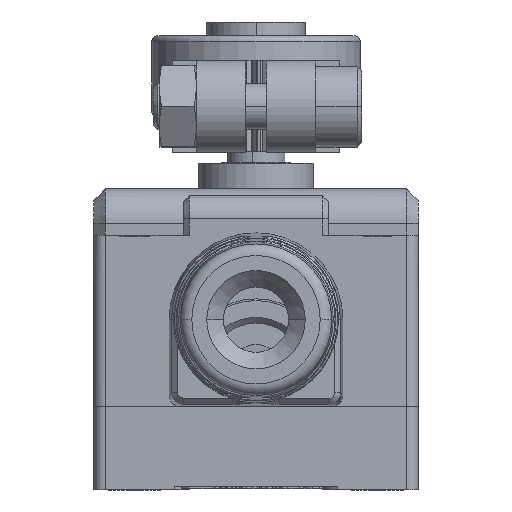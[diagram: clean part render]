
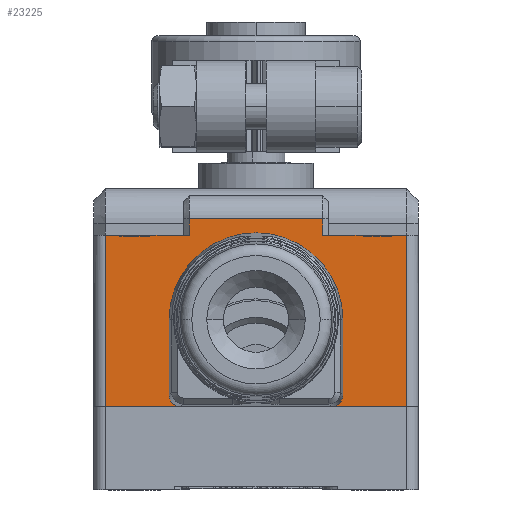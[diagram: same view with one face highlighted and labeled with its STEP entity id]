
A CAD part, front view. The second image highlights one B-rep face of the part: STEP entity #23225.
In plain terms, the highlighted planar face has unit normal (0, -1, 0).
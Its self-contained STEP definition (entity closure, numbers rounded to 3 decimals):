
#121=CARTESIAN_POINT('',(0.,-56.2,14.7));
#122=DIRECTION('',(0.,-1.,0.));
#123=DIRECTION('',(1.,0.,0.017));
#124=AXIS2_PLACEMENT_3D('',#121,#122,#123);
#126=CARTESIAN_POINT('',(0.,-56.2,13.25));
#127=DIRECTION('',(0.,-1.,0.));
#128=DIRECTION('',(-0.967,0.,0.255));
#129=AXIS2_PLACEMENT_3D('',#126,#127,#128);
#131=DIRECTION('',(0.,0.,1.));
#132=VECTOR('',#131,7.05);
#133=CARTESIAN_POINT('',(-6.1,-56.2,6.2));
#134=LINE('',#133,#132);
#135=DIRECTION('',(-1.,0.,0.));
#136=VECTOR('',#135,0.781);
#137=CARTESIAN_POINT('',(-9.719,-56.2,6.2));
#138=LINE('',#137,#136);
#139=DIRECTION('',(0.,0.,1.));
#140=VECTOR('',#139,0.5);
#141=CARTESIAN_POINT('',(-10.5,-56.2,5.7));
#142=LINE('',#141,#140);
#143=DIRECTION('',(0.,0.,-1.));
#144=VECTOR('',#143,1.);
#145=CARTESIAN_POINT('',(-13.25,-56.2,6.7));
#146=LINE('',#145,#144);
#147=DIRECTION('',(1.,0.,0.));
#148=VECTOR('',#147,0.25);
#149=CARTESIAN_POINT('',(-13.25,-56.2,6.7));
#150=LINE('',#149,#148);
#151=DIRECTION('',(0.,0.,1.));
#152=VECTOR('',#151,15.3);
#153=CARTESIAN_POINT('',(-13.,-56.2,6.7));
#154=LINE('',#153,#152);
#155=DIRECTION('',(0.,0.,-1.));
#156=VECTOR('',#155,1.4);
#157=CARTESIAN_POINT('',(-5.75,-56.2,23.4));
#158=LINE('',#157,#156);
#159=DIRECTION('',(1.,0.,0.));
#160=VECTOR('',#159,11.5);
#161=CARTESIAN_POINT('',(-5.75,-56.2,23.4));
#162=LINE('',#161,#160);
#163=DIRECTION('',(0.,0.,1.));
#164=VECTOR('',#163,1.4);
#165=CARTESIAN_POINT('',(5.75,-56.2,22.));
#166=LINE('',#165,#164);
#167=DIRECTION('',(0.,0.,-1.));
#168=VECTOR('',#167,15.3);
#169=CARTESIAN_POINT('',(13.,-56.2,22.));
#170=LINE('',#169,#168);
#171=DIRECTION('',(1.,0.,0.));
#172=VECTOR('',#171,0.25);
#173=CARTESIAN_POINT('',(13.,-56.2,6.7));
#174=LINE('',#173,#172);
#175=DIRECTION('',(0.,0.,-1.));
#176=VECTOR('',#175,1.);
#177=CARTESIAN_POINT('',(13.25,-56.2,6.7));
#178=LINE('',#177,#176);
#179=DIRECTION('',(0.,0.,1.));
#180=VECTOR('',#179,0.5);
#181=CARTESIAN_POINT('',(10.5,-56.2,5.7));
#182=LINE('',#181,#180);
#183=DIRECTION('',(-1.,0.,0.));
#184=VECTOR('',#183,0.781);
#185=CARTESIAN_POINT('',(10.5,-56.2,6.2));
#186=LINE('',#185,#184);
#187=DIRECTION('',(0.,0.,1.));
#188=VECTOR('',#187,7.05);
#189=CARTESIAN_POINT('',(6.1,-56.2,6.2));
#190=LINE('',#189,#188);
#191=CARTESIAN_POINT('',(0.,-56.2,13.25));
#192=DIRECTION('',(0.,-1.,0.));
#193=DIRECTION('',(1.,0.,0.));
#194=AXIS2_PLACEMENT_3D('',#191,#192,#193);
#11910=DIRECTION('',(1.,0.,0.));
#11911=VECTOR('',#11910,2.75);
#11912=CARTESIAN_POINT('',(-13.25,-56.2,5.7));
#11913=LINE('',#11912,#11911);
#11928=DIRECTION('',(1.,0.,0.));
#11929=VECTOR('',#11928,2.75);
#11930=CARTESIAN_POINT('',(10.5,-56.2,5.7));
#11931=LINE('',#11930,#11929);
#12043=DIRECTION('',(-1.,0.,0.));
#12044=VECTOR('',#12043,7.25);
#12045=CARTESIAN_POINT('',(-5.75,-56.2,22.));
#12046=LINE('',#12045,#12044);
#13029=DIRECTION('',(-1.,0.,0.));
#13030=VECTOR('',#13029,7.25);
#13031=CARTESIAN_POINT('',(13.,-56.2,22.));
#13032=LINE('',#13031,#13030);
#15414=DIRECTION('',(1.,0.,0.));
#15415=VECTOR('',#15414,3.619);
#15416=CARTESIAN_POINT('',(-9.719,-56.2,6.2));
#15417=LINE('',#15416,#15415);
#15430=DIRECTION('',(1.,0.,0.));
#15431=VECTOR('',#15430,3.619);
#15432=CARTESIAN_POINT('',(6.1,-56.2,6.2));
#15433=LINE('',#15432,#15431);
#20580=CARTESIAN_POINT('',(-13.25,-56.2,5.7));
#20581=CARTESIAN_POINT('',(-10.5,-56.2,5.7));
#20582=VERTEX_POINT('',#20580);
#20583=VERTEX_POINT('',#20581);
#20584=CARTESIAN_POINT('',(10.5,-56.2,5.7));
#20585=CARTESIAN_POINT('',(13.25,-56.2,5.7));
#20586=VERTEX_POINT('',#20584);
#20587=VERTEX_POINT('',#20585);
#20660=CARTESIAN_POINT('',(13.25,-56.2,6.7));
#20661=VERTEX_POINT('',#20660);
#20662=CARTESIAN_POINT('',(-13.25,-56.2,6.7));
#20663=VERTEX_POINT('',#20662);
#20724=CARTESIAN_POINT('',(-13.,-56.2,22.));
#20725=VERTEX_POINT('',#20724);
#20726=CARTESIAN_POINT('',(13.,-56.2,22.));
#20727=VERTEX_POINT('',#20726);
#20824=CARTESIAN_POINT('',(-5.75,-56.2,23.4));
#20825=CARTESIAN_POINT('',(-5.75,-56.2,22.));
#20826=VERTEX_POINT('',#20824);
#20827=VERTEX_POINT('',#20825);
#20844=CARTESIAN_POINT('',(5.75,-56.2,23.4));
#20845=VERTEX_POINT('',#20844);
#20848=CARTESIAN_POINT('',(5.75,-56.2,22.));
#20849=VERTEX_POINT('',#20848);
#21586=CARTESIAN_POINT('',(-9.719,-56.2,6.2));
#21587=CARTESIAN_POINT('',(-6.1,-56.2,6.2));
#21588=VERTEX_POINT('',#21586);
#21589=VERTEX_POINT('',#21587);
#21590=CARTESIAN_POINT('',(6.1,-56.2,6.2));
#21591=CARTESIAN_POINT('',(9.719,-56.2,6.2));
#21592=VERTEX_POINT('',#21590);
#21593=VERTEX_POINT('',#21591);
#21671=CARTESIAN_POINT('',(-13.,-56.2,6.7));
#21673=VERTEX_POINT('',#21671);
#21675=CARTESIAN_POINT('',(13.,-56.2,6.7));
#21677=VERTEX_POINT('',#21675);
#21690=CARTESIAN_POINT('',(-10.5,-56.2,6.2));
#21692=VERTEX_POINT('',#21690);
#21695=CARTESIAN_POINT('',(10.5,-56.2,6.2));
#21697=VERTEX_POINT('',#21695);
#21710=CARTESIAN_POINT('',(-6.1,-56.2,13.25));
#21711=VERTEX_POINT('',#21710);
#21712=CARTESIAN_POINT('',(6.1,-56.2,13.25));
#21713=VERTEX_POINT('',#21712);
#22577=CARTESIAN_POINT('',(5.899,-56.2,14.803));
#22578=CARTESIAN_POINT('',(-5.899,-56.2,14.803));
#22579=VERTEX_POINT('',#22577);
#22580=VERTEX_POINT('',#22578);
#23171=CARTESIAN_POINT('',(-13.9,-56.2,6.7));
#23172=DIRECTION('',(0.,-1.,0.));
#23173=DIRECTION('',(0.,0.,-1.));
#23174=AXIS2_PLACEMENT_3D('',#23171,#23172,#23173);
#23175=PLANE('',#23174);
#23176=ORIENTED_EDGE('',*,*,#23155,.T.);
#23178=ORIENTED_EDGE('',*,*,#23177,.T.);
#23180=ORIENTED_EDGE('',*,*,#23179,.F.);
#23182=ORIENTED_EDGE('',*,*,#23181,.F.);
#23184=ORIENTED_EDGE('',*,*,#23183,.T.);
#23186=ORIENTED_EDGE('',*,*,#23185,.F.);
#23188=ORIENTED_EDGE('',*,*,#23187,.F.);
#23190=ORIENTED_EDGE('',*,*,#23189,.F.);
#23192=ORIENTED_EDGE('',*,*,#23191,.T.);
#23194=ORIENTED_EDGE('',*,*,#23193,.T.);
#23196=ORIENTED_EDGE('',*,*,#23195,.F.);
#23198=ORIENTED_EDGE('',*,*,#23197,.F.);
#23200=ORIENTED_EDGE('',*,*,#23199,.T.);
#23202=ORIENTED_EDGE('',*,*,#23201,.F.);
#23204=ORIENTED_EDGE('',*,*,#23203,.F.);
#23206=ORIENTED_EDGE('',*,*,#23205,.T.);
#23208=ORIENTED_EDGE('',*,*,#23207,.T.);
#23210=ORIENTED_EDGE('',*,*,#23209,.T.);
#23212=ORIENTED_EDGE('',*,*,#23211,.F.);
#23214=ORIENTED_EDGE('',*,*,#23213,.T.);
#23216=ORIENTED_EDGE('',*,*,#23215,.T.);
#23218=ORIENTED_EDGE('',*,*,#23217,.F.);
#23220=ORIENTED_EDGE('',*,*,#23219,.T.);
#23222=ORIENTED_EDGE('',*,*,#23221,.T.);
#23223=EDGE_LOOP('',(#23176,#23178,#23180,#23182,#23184,#23186,#23188,#23190,
#23192,#23194,#23196,#23198,#23200,#23202,#23204,#23206,#23208,#23210,#23212,
#23214,#23216,#23218,#23220,#23222));
#23224=FACE_OUTER_BOUND('',#23223,.F.);
#23225=ADVANCED_FACE('',(#23224),#23175,.T.);
#125=CIRCLE('',#124,5.9);
#130=CIRCLE('',#129,6.1);
#195=CIRCLE('',#194,6.1);
#23155=EDGE_CURVE('',#22579,#22580,#125,.T.);
#23177=EDGE_CURVE('',#22580,#21711,#130,.T.);
#23179=EDGE_CURVE('',#21589,#21711,#134,.T.);
#23181=EDGE_CURVE('',#21588,#21589,#15417,.T.);
#23183=EDGE_CURVE('',#21588,#21692,#138,.T.);
#23185=EDGE_CURVE('',#20583,#21692,#142,.T.);
#23187=EDGE_CURVE('',#20582,#20583,#11913,.T.);
#23189=EDGE_CURVE('',#20663,#20582,#146,.T.);
#23191=EDGE_CURVE('',#20663,#21673,#150,.T.);
#23193=EDGE_CURVE('',#21673,#20725,#154,.T.);
#23195=EDGE_CURVE('',#20827,#20725,#12046,.T.);
#23197=EDGE_CURVE('',#20826,#20827,#158,.T.);
#23199=EDGE_CURVE('',#20826,#20845,#162,.T.);
#23201=EDGE_CURVE('',#20849,#20845,#166,.T.);
#23203=EDGE_CURVE('',#20727,#20849,#13032,.T.);
#23205=EDGE_CURVE('',#20727,#21677,#170,.T.);
#23207=EDGE_CURVE('',#21677,#20661,#174,.T.);
#23209=EDGE_CURVE('',#20661,#20587,#178,.T.);
#23211=EDGE_CURVE('',#20586,#20587,#11931,.T.);
#23213=EDGE_CURVE('',#20586,#21697,#182,.T.);
#23215=EDGE_CURVE('',#21697,#21593,#186,.T.);
#23217=EDGE_CURVE('',#21592,#21593,#15433,.T.);
#23219=EDGE_CURVE('',#21592,#21713,#190,.T.);
#23221=EDGE_CURVE('',#21713,#22579,#195,.T.);
